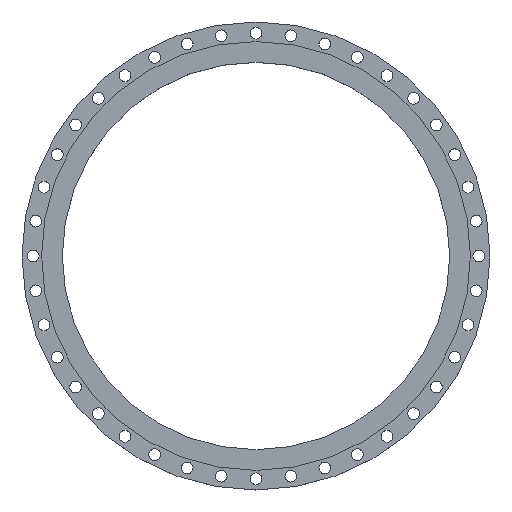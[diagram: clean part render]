
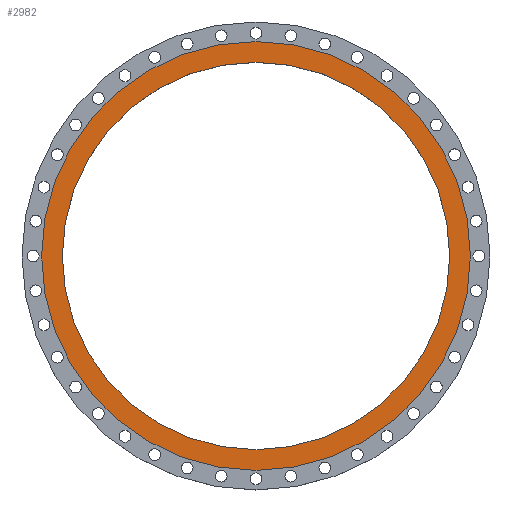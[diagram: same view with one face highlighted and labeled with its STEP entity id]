
A CAD part, top view. The second image highlights one B-rep face of the part: STEP entity #2982.
In plain terms, the highlighted planar face has unit normal (0, 0, 1).
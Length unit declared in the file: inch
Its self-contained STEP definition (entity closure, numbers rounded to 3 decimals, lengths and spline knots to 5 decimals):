
#25 = DIRECTION ( 'NONE',  ( 1., 0., 0. ) ) ;
#112 = AXIS2_PLACEMENT_3D ( 'NONE', #254, #1917, #25 ) ;
#160 = AXIS2_PLACEMENT_3D ( 'NONE', #1452, #1930, #1138 ) ;
#203 = VERTEX_POINT ( 'NONE', #1544 ) ;
#254 = CARTESIAN_POINT ( 'NONE',  ( 0., 0., 0. ) ) ;
#285 = ORIENTED_EDGE ( 'NONE', *, *, #1931, .T. ) ;
#331 = CIRCLE ( 'NONE', #112, 18.125 ) ;
#455 = DIRECTION ( 'NONE',  ( -1., 0., 0. ) ) ;
#550 = EDGE_CURVE ( 'NONE', #3228, #2718, #837, .T. ) ;
#703 = ORIENTED_EDGE ( 'NONE', *, *, #550, .F. ) ;
#706 = CARTESIAN_POINT ( 'NONE',  ( 0., 16.375, 0. ) ) ;
#717 = EDGE_LOOP ( 'NONE', ( #2998, #703 ) ) ;
#735 = CIRCLE ( 'NONE', #2701, 16.375 ) ;
#793 = DIRECTION ( 'NONE',  ( 1., 0., 0. ) ) ;
#837 = CIRCLE ( 'NONE', #160, 16.375 ) ;
#852 = DIRECTION ( 'NONE',  ( 0., 0., 1. ) ) ;
#877 = EDGE_CURVE ( 'NONE', #203, #2434, #1913, .T. ) ;
#1039 = CARTESIAN_POINT ( 'NONE',  ( 0., 0., 0. ) ) ;
#1040 = CARTESIAN_POINT ( 'NONE',  ( -16.375, 0., 0. ) ) ;
#1138 = DIRECTION ( 'NONE',  ( 1., 0., 0. ) ) ;
#1233 = DIRECTION ( 'NONE',  ( 1., 0., 0. ) ) ;
#1315 = EDGE_LOOP ( 'NONE', ( #285, #1702 ) ) ;
#1452 = CARTESIAN_POINT ( 'NONE',  ( 0., 0., 0. ) ) ;
#1537 = DIRECTION ( 'NONE',  ( 0., 0., -1. ) ) ;
#1544 = CARTESIAN_POINT ( 'NONE',  ( -18.125, 0., 0. ) ) ;
#1647 = CARTESIAN_POINT ( 'NONE',  ( 16.375, 0., 0. ) ) ;
#1702 = ORIENTED_EDGE ( 'NONE', *, *, #877, .T. ) ;
#1913 = CIRCLE ( 'NONE', #3137, 18.125 ) ;
#1917 = DIRECTION ( 'NONE',  ( 0., 0., 1. ) ) ;
#1924 = AXIS2_PLACEMENT_3D ( 'NONE', #706, #1537, #455 ) ;
#1930 = DIRECTION ( 'NONE',  ( 0., 0., 1. ) ) ;
#1931 = EDGE_CURVE ( 'NONE', #2434, #203, #331, .T. ) ;
#2057 = FACE_BOUND ( 'NONE', #717, .T. ) ;
#2071 = PLANE ( 'NONE',  #1924 ) ;
#2344 = FACE_OUTER_BOUND ( 'NONE', #1315, .T. ) ;
#2434 = VERTEX_POINT ( 'NONE', #2975 ) ;
#2571 = DIRECTION ( 'NONE',  ( 0., 0., 1. ) ) ;
#2701 = AXIS2_PLACEMENT_3D ( 'NONE', #3254, #852, #793 ) ;
#2718 = VERTEX_POINT ( 'NONE', #1647 ) ;
#2975 = CARTESIAN_POINT ( 'NONE',  ( 18.125, 0., 0. ) ) ;
#2982 = ADVANCED_FACE ( 'NONE', ( #2057, #2344 ), #2071, .F. ) ;
#2998 = ORIENTED_EDGE ( 'NONE', *, *, #3210, .F. ) ;
#3137 = AXIS2_PLACEMENT_3D ( 'NONE', #1039, #2571, #1233 ) ;
#3210 = EDGE_CURVE ( 'NONE', #2718, #3228, #735, .T. ) ;
#3228 = VERTEX_POINT ( 'NONE', #1040 ) ;
#3254 = CARTESIAN_POINT ( 'NONE',  ( 0., 0., 0. ) ) ;
